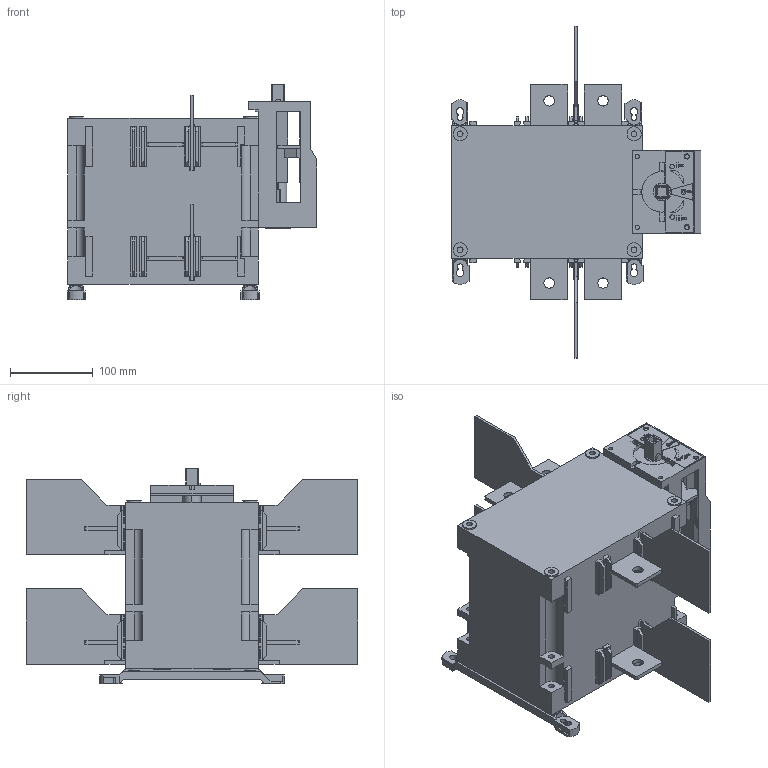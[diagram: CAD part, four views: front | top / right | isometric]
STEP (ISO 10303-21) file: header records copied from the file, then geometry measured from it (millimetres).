
FILE_DESCRIPTION (( 'STEP AP214' ), '1' );
FILE_NAME ('41502026.step', '2018-06-04T13:04:07', ( '' ), ( '' ), 'SwSTEP 2.0', 'SolidWorks 2017', '' );
FILE_SCHEMA (( 'AUTOMOTIVE_DESIGN' ));
Length unit declared in the file: inch
Products named in the file (1): 41502026
Bounding box: 301.8 x 400.4 x 260 mm (x, y, z)
Volume: 7899264.4 mm3; surface area: 548482.8 mm2
Topology: 7 solids, 7 shells, 1348 faces, 3656 edges, 2420 vertices
Faces by surface type: plane 1066, cylinder 276, torus 4, cone 2
Entity records: 42574 total; most frequent: CARTESIAN_POINT 8060, ORIENTED_EDGE 7312, DIRECTION 6771, EDGE_CURVE 3656, VECTOR 2935, LINE 2935, VERTEX_POINT 2420, AXIS2_PLACEMENT_3D 1918
